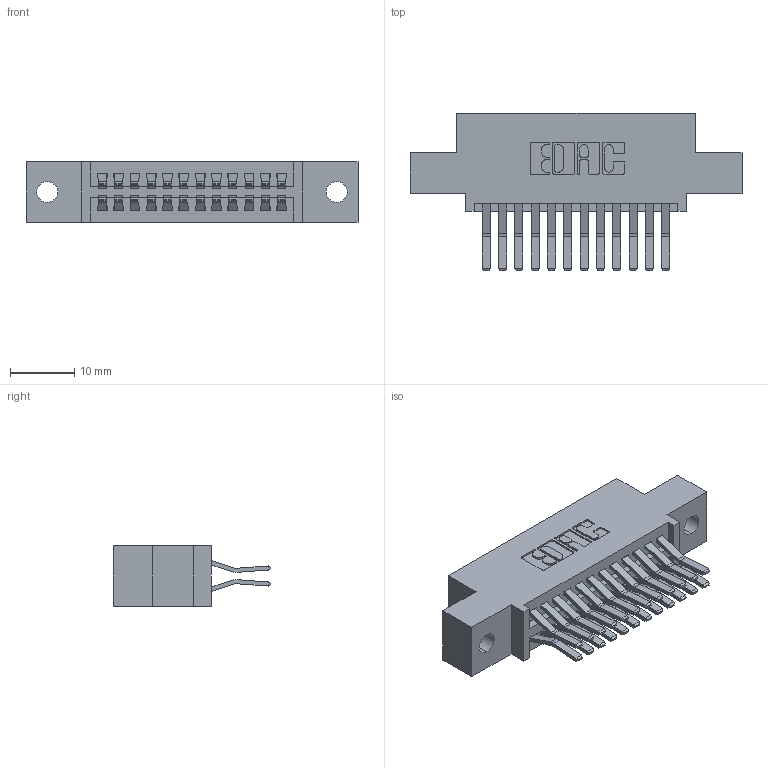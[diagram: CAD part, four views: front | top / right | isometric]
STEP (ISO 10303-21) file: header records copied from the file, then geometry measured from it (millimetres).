
FILE_DESCRIPTION (( 'STEP AP203' ), '1' );
FILE_NAME ('345-024-560-502.STEP', '2018-08-21T10:00:50', ( '' ), ( '' ), 'SwSTEP 2.0', 'SolidWorks 2016', '' );
FILE_SCHEMA (( 'CONFIG_CONTROL_DESIGN' ));
Length unit declared in the file: inch
Products named in the file (3): 345 Part_0.110 Offset - 0.128 Dia; 345-292-001_560 Tail; 345-024-560-502
Assembly tree (25 placements, depth 2):
  345-024-560-502
    345 Part_0.110 Offset - 0.128 Dia
    345-292-001_560 Tail  x24
Bounding box: 51.69 x 24.45 x 9.4 mm (x, y, z)
Volume: 4789.9 mm3; surface area: 6724 mm2
Topology: 25 solids, 25 shells, 1378 faces, 4073 edges, 2682 vertices
Faces by surface type: plane 876, cylinder 502
Entity records: 13677 total; most frequent: CARTESIAN_POINT 2324, ORIENTED_EDGE 2258, DIRECTION 2089, EDGE_CURVE 1129, VECTOR 945, LINE 945, VERTEX_POINT 750, AXIS2_PLACEMENT_3D 572
